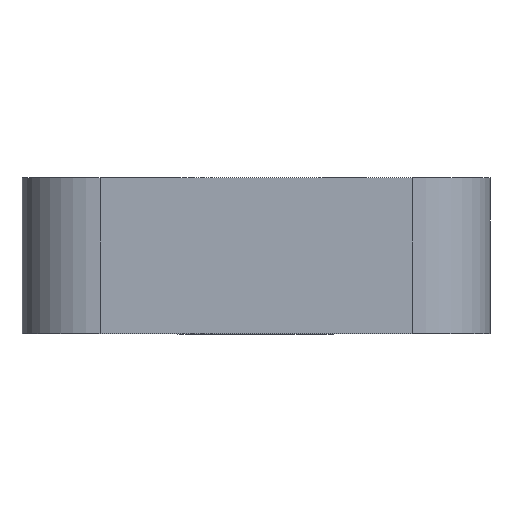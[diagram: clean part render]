
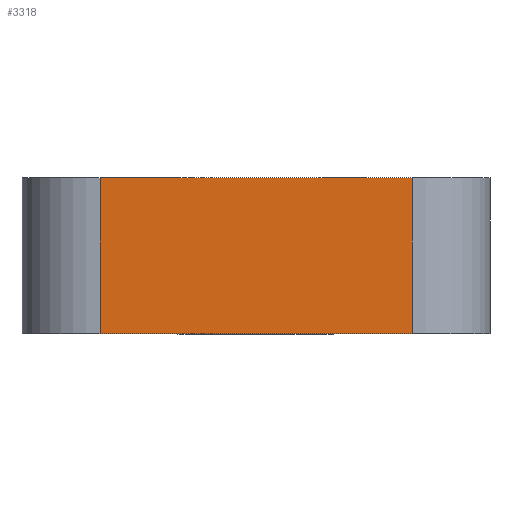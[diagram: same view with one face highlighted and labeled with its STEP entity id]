
A CAD part, top view. The second image highlights one B-rep face of the part: STEP entity #3318.
In plain terms, the highlighted planar face has unit normal (0, 0, 1).
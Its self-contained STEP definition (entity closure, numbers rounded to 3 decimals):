
#242=FACE_OUTER_BOUND('',#417,.T.);
#417=EDGE_LOOP('',(#2854,#2855,#2856,#2857));
#730=LINE('',#5094,#1073);
#890=LINE('',#5549,#1233);
#895=LINE('',#5562,#1238);
#896=LINE('',#5563,#1239);
#1073=VECTOR('',#4079,10.);
#1233=VECTOR('',#4513,10.);
#1238=VECTOR('',#4526,10.);
#1239=VECTOR('',#4527,10.);
#1437=VERTEX_POINT('',#5091);
#1438=VERTEX_POINT('',#5093);
#1595=VERTEX_POINT('',#5547);
#1596=VERTEX_POINT('',#5548);
#1811=EDGE_CURVE('',#1438,#1437,#730,.T.);
#2042=EDGE_CURVE('',#1595,#1596,#890,.T.);
#2049=EDGE_CURVE('',#1595,#1437,#895,.T.);
#2050=EDGE_CURVE('',#1438,#1596,#896,.T.);
#2854=ORIENTED_EDGE('',*,*,#2049,.F.);
#2855=ORIENTED_EDGE('',*,*,#2042,.T.);
#2856=ORIENTED_EDGE('',*,*,#2050,.F.);
#2857=ORIENTED_EDGE('',*,*,#1811,.T.);
#3162=PLANE('',#3643);
#3318=ADVANCED_FACE('',(#242),#3162,.T.);
#3643=AXIS2_PLACEMENT_3D('',#5561,#4524,#4525);
#4079=DIRECTION('',(0.,1.,0.));
#4513=DIRECTION('',(0.,-1.,0.));
#4524=DIRECTION('center_axis',(0.,0.,
1.));
#4525=DIRECTION('ref_axis',(1.,0.,0.));
#4526=DIRECTION('',(1.,0.,0.));
#4527=DIRECTION('',(-1.,0.,0.));
#5091=CARTESIAN_POINT('',(35.12,19.649,2.129));
#5093=CARTESIAN_POINT('',(35.12,9.649,2.129));
#5094=CARTESIAN_POINT('',(35.12,14.649,2.129));
#5547=CARTESIAN_POINT('',(15.12,19.649,2.129));
#5548=CARTESIAN_POINT('',(15.12,9.649,2.129));
#5549=CARTESIAN_POINT('',(15.12,14.649,2.129));
#5561=CARTESIAN_POINT('Origin',(15.12,14.649,2.129));
#5562=CARTESIAN_POINT('',(15.12,19.649,2.129));
#5563=CARTESIAN_POINT('',(30.12,9.649,2.129));
